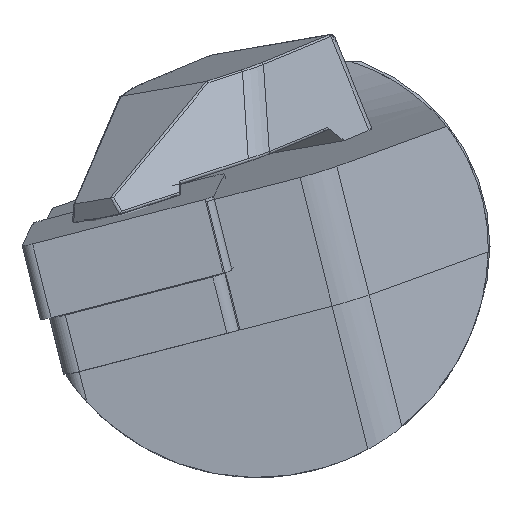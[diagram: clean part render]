
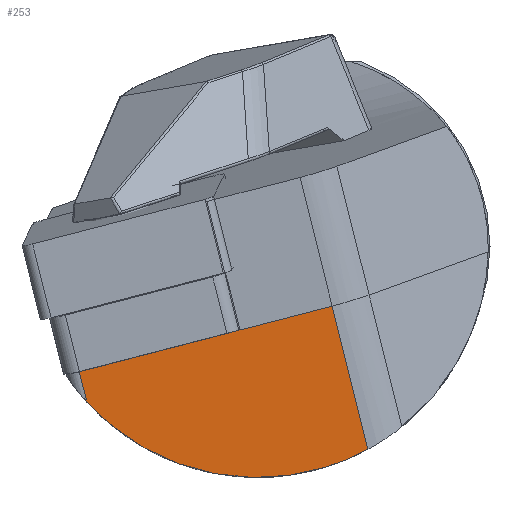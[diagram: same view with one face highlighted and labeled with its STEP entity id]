
A CAD part, left-side view. The second image highlights one B-rep face of the part: STEP entity #253.
In plain terms, the highlighted planar face has unit normal (-0.991, -0.107, -0.081).
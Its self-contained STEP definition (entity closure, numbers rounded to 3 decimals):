
#178=ELLIPSE('',#1663,18.871,18.7);
#253=ADVANCED_FACE('',(#383),#342,.F.);
#342=PLANE('',#1668);
#383=FACE_OUTER_BOUND('',#470,.T.);
#470=EDGE_LOOP('',(#644,#645,#646,#647,#648,#649));
#644=ORIENTED_EDGE('',*,*,#1236,.F.);
#645=ORIENTED_EDGE('',*,*,#1201,.T.);
#646=ORIENTED_EDGE('',*,*,#1237,.T.);
#647=ORIENTED_EDGE('',*,*,#1238,.F.);
#648=ORIENTED_EDGE('',*,*,#1228,.T.);
#649=ORIENTED_EDGE('',*,*,#1239,.T.);
#1057=VERTEX_POINT('',#2276);
#1058=VERTEX_POINT('',#2277);
#1080=VERTEX_POINT('',#2345);
#1081=VERTEX_POINT('',#2347);
#1086=VERTEX_POINT('',#2372);
#1087=VERTEX_POINT('',#2374);
#1201=EDGE_CURVE('',#1057,#1058,#1428,.T.);
#1228=EDGE_CURVE('',#1081,#1080,#178,.T.);
#1236=EDGE_CURVE('',#1057,#1086,#1447,.T.);
#1237=EDGE_CURVE('',#1058,#1087,#1448,.T.);
#1238=EDGE_CURVE('',#1081,#1087,#1449,.T.);
#1239=EDGE_CURVE('',#1080,#1086,#1450,.T.);
#1428=LINE('',#2275,#1539);
#1447=LINE('',#2371,#1558);
#1448=LINE('',#2373,#1559);
#1449=LINE('',#2375,#1560);
#1450=LINE('',#2376,#1561);
#1539=VECTOR('',#1823,1.);
#1558=VECTOR('',#1876,1.);
#1559=VECTOR('',#1877,1.);
#1560=VECTOR('',#1878,1.);
#1561=VECTOR('',#1879,1.);
#1663=AXIS2_PLACEMENT_3D('',#2346,#1863,#1864);
#1668=AXIS2_PLACEMENT_3D('',#2377,#1880,#1881);
#1823=DIRECTION('',(-0.084,0.965,-0.25));
#1863=DIRECTION('',(-0.991,-0.107,-0.081));
#1864=DIRECTION('',(-0.134,0.793,0.594));
#1876=DIRECTION('',(0.084,-0.965,0.25));
#1877=DIRECTION('',(-0.084,0.965,-0.25));
#1878=DIRECTION('',(-0.105,0.241,0.965));
#1879=DIRECTION('',(-0.105,0.241,0.965));
#1880=DIRECTION('',(0.991,0.107,0.081));
#1881=DIRECTION('',(0.108,-0.994,0.));
#2275=CARTESIAN_POINT('',(3.97,-3.209,-4.798));
#2276=CARTESIAN_POINT('',(3.309,4.349,-6.754));
#2277=CARTESIAN_POINT('',(3.277,4.714,-6.848));
#2345=CARTESIAN_POINT('',(5.228,-6.106,-16.416));
#2346=CARTESIAN_POINT('',(2.922,2.85,0.));
#2347=CARTESIAN_POINT('',(2.444,16.689,-12.577));
#2371=CARTESIAN_POINT('',(3.97,-3.209,-4.798));
#2372=CARTESIAN_POINT('',(3.97,-3.209,-4.798));
#2373=CARTESIAN_POINT('',(3.97,-3.209,-4.798));
#2374=CARTESIAN_POINT('',(2.176,17.305,-10.107));
#2375=CARTESIAN_POINT('',(-41.744,118.397,395.354));
#2376=CARTESIAN_POINT('',(-39.951,97.883,400.663));
#2377=CARTESIAN_POINT('',(-39.951,97.883,400.663));
